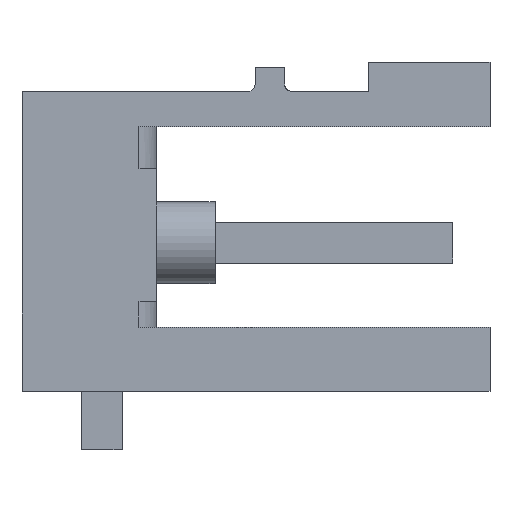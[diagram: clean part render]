
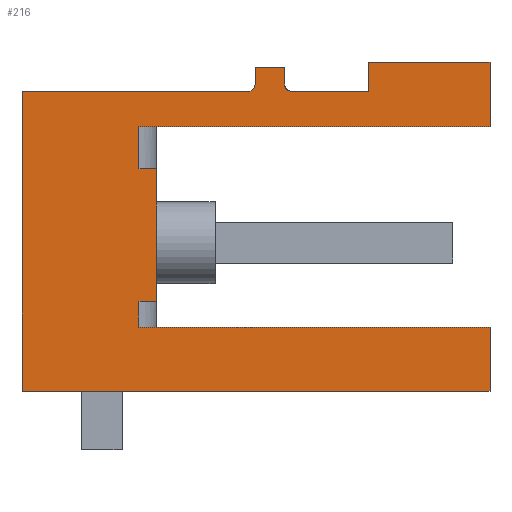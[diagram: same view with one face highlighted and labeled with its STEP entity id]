
A CAD part, left-side view. The second image highlights one B-rep face of the part: STEP entity #216.
In plain terms, the highlighted planar face has unit normal (-1, 0, 0).
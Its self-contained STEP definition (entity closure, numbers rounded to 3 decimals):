
#34=AXIS2_PLACEMENT_3D('Plane Axis2P3D',#31,#32,#33) ;
#31=CARTESIAN_POINT('Axis2P3D Location',(0.,12.,0.)) ;
#36=CARTESIAN_POINT('Line Origine',(0.,6.,1.5)) ;
#40=CARTESIAN_POINT('Vertex',(0.,12.,1.5)) ;
#42=CARTESIAN_POINT('Vertex',(0.,0.,1.5)) ;
#45=CARTESIAN_POINT('Line Origine',(0.,0.,2.317)) ;
#49=CARTESIAN_POINT('Vertex',(0.,0.,3.135)) ;
#52=CARTESIAN_POINT('Line Origine',(0.,4.5,3.135)) ;
#56=CARTESIAN_POINT('Vertex',(0.,9.,3.135)) ;
#59=CARTESIAN_POINT('Line Origine',(0.,9.,3.467)) ;
#63=CARTESIAN_POINT('Vertex',(0.,9.,3.8)) ;
#66=CARTESIAN_POINT('Line Origine',(0.,8.775,3.8)) ;
#70=CARTESIAN_POINT('Vertex',(0.,8.55,3.8)) ;
#73=CARTESIAN_POINT('Line Origine',(0.,8.55,5.5)) ;
#77=CARTESIAN_POINT('Vertex',(0.,8.55,7.2)) ;
#80=CARTESIAN_POINT('Line Origine',(0.,8.775,7.2)) ;
#84=CARTESIAN_POINT('Vertex',(0.,9.,7.2)) ;
#87=CARTESIAN_POINT('Line Origine',(0.,9.,7.739)) ;
#91=CARTESIAN_POINT('Vertex',(0.,9.,8.278)) ;
#94=CARTESIAN_POINT('Line Origine',(0.,4.5,8.278)) ;
#98=CARTESIAN_POINT('Vertex',(0.,0.,8.278)) ;
#101=CARTESIAN_POINT('Line Origine',(0.,0.,9.104)) ;
#105=CARTESIAN_POINT('Vertex',(0.,0.,9.93)) ;
#108=CARTESIAN_POINT('Line Origine',(0.,1.56,9.93)) ;
#112=CARTESIAN_POINT('Vertex',(0.,3.12,9.93)) ;
#115=CARTESIAN_POINT('Line Origine',(0.,3.12,9.555)) ;
#119=CARTESIAN_POINT('Vertex',(0.,3.12,9.18)) ;
#122=CARTESIAN_POINT('Line Origine',(0.,4.095,9.18)) ;
#126=CARTESIAN_POINT('Vertex',(0.,5.07,9.18)) ;
#130=CARTESIAN_POINT('Control Point',(0.,5.27,9.38)) ;
#131=CARTESIAN_POINT('Control Point',(0.,5.27,9.355)) ;
#132=CARTESIAN_POINT('Control Point',(0.,5.266,9.33)) ;
#133=CARTESIAN_POINT('Control Point',(0.,5.258,9.305)) ;
#134=CARTESIAN_POINT('Control Point',(0.,5.235,9.26)) ;
#135=CARTESIAN_POINT('Control Point',(0.,5.199,9.224)) ;
#136=CARTESIAN_POINT('Control Point',(0.,5.178,9.209)) ;
#137=CARTESIAN_POINT('Control Point',(0.,5.144,9.192)) ;
#138=CARTESIAN_POINT('Control Point',(0.,5.108,9.183)) ;
#139=CARTESIAN_POINT('Control Point',(0.,5.095,9.181)) ;
#140=CARTESIAN_POINT('Control Point',(0.,5.083,9.18)) ;
#141=CARTESIAN_POINT('Control Point',(0.,5.07,9.18)) ;
#142=CARTESIAN_POINT('Vertex',(0.,5.27,9.38)) ;
#145=CARTESIAN_POINT('Line Origine',(0.,5.27,9.59)) ;
#149=CARTESIAN_POINT('Vertex',(0.,5.27,9.8)) ;
#152=CARTESIAN_POINT('Line Origine',(0.,5.645,9.8)) ;
#156=CARTESIAN_POINT('Vertex',(0.,6.02,9.8)) ;
#159=CARTESIAN_POINT('Line Origine',(0.,6.02,9.59)) ;
#163=CARTESIAN_POINT('Vertex',(0.,6.02,9.38)) ;
#167=CARTESIAN_POINT('Control Point',(0.,6.22,9.18)) ;
#168=CARTESIAN_POINT('Control Point',(0.,6.195,9.18)) ;
#169=CARTESIAN_POINT('Control Point',(0.,6.17,9.184)) ;
#170=CARTESIAN_POINT('Control Point',(0.,6.145,9.192)) ;
#171=CARTESIAN_POINT('Control Point',(0.,6.1,9.215)) ;
#172=CARTESIAN_POINT('Control Point',(0.,6.064,9.251)) ;
#173=CARTESIAN_POINT('Control Point',(0.,6.049,9.272)) ;
#174=CARTESIAN_POINT('Control Point',(0.,6.032,9.306)) ;
#175=CARTESIAN_POINT('Control Point',(0.,6.023,9.342)) ;
#176=CARTESIAN_POINT('Control Point',(0.,6.021,9.355)) ;
#177=CARTESIAN_POINT('Control Point',(0.,6.02,9.367)) ;
#178=CARTESIAN_POINT('Control Point',(0.,6.02,9.38)) ;
#179=CARTESIAN_POINT('Vertex',(0.,6.22,9.18)) ;
#182=CARTESIAN_POINT('Line Origine',(0.,9.11,9.18)) ;
#186=CARTESIAN_POINT('Vertex',(0.,12.,9.18)) ;
#189=CARTESIAN_POINT('Line Origine',(0.,12.,5.34)) ;
#32=DIRECTION('Axis2P3D Direction',(-1.,0.,0.)) ;
#33=DIRECTION('Axis2P3D XDirection',(0.,-1.,0.)) ;
#37=DIRECTION('Vector Direction',(0.,-1.,0.)) ;
#46=DIRECTION('Vector Direction',(0.,0.,-1.)) ;
#53=DIRECTION('Vector Direction',(0.,-1.,0.)) ;
#60=DIRECTION('Vector Direction',(0.,0.,1.)) ;
#67=DIRECTION('Vector Direction',(0.,-1.,0.)) ;
#74=DIRECTION('Vector Direction',(0.,0.,-1.)) ;
#81=DIRECTION('Vector Direction',(0.,-1.,0.)) ;
#88=DIRECTION('Vector Direction',(0.,0.,1.)) ;
#95=DIRECTION('Vector Direction',(0.,-1.,0.)) ;
#102=DIRECTION('Vector Direction',(0.,0.,-1.)) ;
#109=DIRECTION('Vector Direction',(0.,1.,0.)) ;
#116=DIRECTION('Vector Direction',(0.,0.,1.)) ;
#123=DIRECTION('Vector Direction',(0.,-1.,0.)) ;
#146=DIRECTION('Vector Direction',(0.,0.,-1.)) ;
#153=DIRECTION('Vector Direction',(0.,-1.,0.)) ;
#160=DIRECTION('Vector Direction',(0.,0.,1.)) ;
#183=DIRECTION('Vector Direction',(0.,-1.,0.)) ;
#190=DIRECTION('Vector Direction',(0.,0.,1.)) ;
#38=VECTOR('Line Direction',#37,1.) ;
#47=VECTOR('Line Direction',#46,1.) ;
#54=VECTOR('Line Direction',#53,1.) ;
#61=VECTOR('Line Direction',#60,1.) ;
#68=VECTOR('Line Direction',#67,1.) ;
#75=VECTOR('Line Direction',#74,1.) ;
#82=VECTOR('Line Direction',#81,1.) ;
#89=VECTOR('Line Direction',#88,1.) ;
#96=VECTOR('Line Direction',#95,1.) ;
#103=VECTOR('Line Direction',#102,1.) ;
#110=VECTOR('Line Direction',#109,1.) ;
#117=VECTOR('Line Direction',#116,1.) ;
#124=VECTOR('Line Direction',#123,1.) ;
#147=VECTOR('Line Direction',#146,1.) ;
#154=VECTOR('Line Direction',#153,1.) ;
#161=VECTOR('Line Direction',#160,1.) ;
#184=VECTOR('Line Direction',#183,1.) ;
#191=VECTOR('Line Direction',#190,1.) ;
#195=ORIENTED_EDGE('',*,*,#44,.T.) ;
#196=ORIENTED_EDGE('',*,*,#51,.T.) ;
#197=ORIENTED_EDGE('',*,*,#58,.T.) ;
#198=ORIENTED_EDGE('',*,*,#65,.T.) ;
#199=ORIENTED_EDGE('',*,*,#72,.T.) ;
#200=ORIENTED_EDGE('',*,*,#79,.T.) ;
#201=ORIENTED_EDGE('',*,*,#86,.T.) ;
#202=ORIENTED_EDGE('',*,*,#93,.T.) ;
#203=ORIENTED_EDGE('',*,*,#100,.T.) ;
#204=ORIENTED_EDGE('',*,*,#107,.T.) ;
#205=ORIENTED_EDGE('',*,*,#114,.T.) ;
#206=ORIENTED_EDGE('',*,*,#121,.T.) ;
#207=ORIENTED_EDGE('',*,*,#128,.T.) ;
#208=ORIENTED_EDGE('',*,*,#144,.T.) ;
#209=ORIENTED_EDGE('',*,*,#151,.T.) ;
#210=ORIENTED_EDGE('',*,*,#158,.T.) ;
#211=ORIENTED_EDGE('',*,*,#165,.T.) ;
#212=ORIENTED_EDGE('',*,*,#181,.T.) ;
#213=ORIENTED_EDGE('',*,*,#188,.T.) ;
#214=ORIENTED_EDGE('',*,*,#193,.T.) ;
#216=ADVANCED_FACE('HOUSING',(#215),#35,.T.) ;
#129=B_SPLINE_CURVE_WITH_KNOTS('',5,(#130,#131,#132,#133,#134,#135,#136,#137,#138,#139,#140,#141),.UNSPECIFIED.,.F.,.U.,(6,3,3,6),(0.,0.183,0.366,0.458),.UNSPECIFIED.) ;
#166=B_SPLINE_CURVE_WITH_KNOTS('',5,(#167,#168,#169,#170,#171,#172,#173,#174,#175,#176,#177,#178),.UNSPECIFIED.,.F.,.U.,(6,3,3,6),(0.,0.183,0.366,0.458),.UNSPECIFIED.) ;
#44=EDGE_CURVE('',#41,#43,#39,.T.) ;
#51=EDGE_CURVE('',#43,#50,#48,.F.) ;
#58=EDGE_CURVE('',#50,#57,#55,.F.) ;
#65=EDGE_CURVE('',#57,#64,#62,.T.) ;
#72=EDGE_CURVE('',#64,#71,#69,.T.) ;
#79=EDGE_CURVE('',#71,#78,#76,.F.) ;
#86=EDGE_CURVE('',#78,#85,#83,.F.) ;
#93=EDGE_CURVE('',#85,#92,#90,.T.) ;
#100=EDGE_CURVE('',#92,#99,#97,.T.) ;
#107=EDGE_CURVE('',#99,#106,#104,.F.) ;
#114=EDGE_CURVE('',#106,#113,#111,.T.) ;
#121=EDGE_CURVE('',#113,#120,#118,.F.) ;
#128=EDGE_CURVE('',#120,#127,#125,.F.) ;
#144=EDGE_CURVE('',#127,#143,#129,.F.) ;
#151=EDGE_CURVE('',#143,#150,#148,.F.) ;
#158=EDGE_CURVE('',#150,#157,#155,.F.) ;
#165=EDGE_CURVE('',#157,#164,#162,.F.) ;
#181=EDGE_CURVE('',#164,#180,#166,.F.) ;
#188=EDGE_CURVE('',#180,#187,#185,.F.) ;
#193=EDGE_CURVE('',#187,#41,#192,.F.) ;
#194=EDGE_LOOP('',(#195,#196,#197,#198,#199,#200,#201,#202,#203,#204,#205,#206,#207,#208,#209,#210,#211,#212,#213,#214)) ;
#215=FACE_OUTER_BOUND('',#194,.T.) ;
#39=LINE('Line',#36,#38) ;
#48=LINE('Line',#45,#47) ;
#55=LINE('Line',#52,#54) ;
#62=LINE('Line',#59,#61) ;
#69=LINE('Line',#66,#68) ;
#76=LINE('Line',#73,#75) ;
#83=LINE('Line',#80,#82) ;
#90=LINE('Line',#87,#89) ;
#97=LINE('Line',#94,#96) ;
#104=LINE('Line',#101,#103) ;
#111=LINE('Line',#108,#110) ;
#118=LINE('Line',#115,#117) ;
#125=LINE('Line',#122,#124) ;
#148=LINE('Line',#145,#147) ;
#155=LINE('Line',#152,#154) ;
#162=LINE('Line',#159,#161) ;
#185=LINE('Line',#182,#184) ;
#192=LINE('Line',#189,#191) ;
#35=PLANE('',#34) ;
#41=VERTEX_POINT('',#40) ;
#43=VERTEX_POINT('',#42) ;
#50=VERTEX_POINT('',#49) ;
#57=VERTEX_POINT('',#56) ;
#64=VERTEX_POINT('',#63) ;
#71=VERTEX_POINT('',#70) ;
#78=VERTEX_POINT('',#77) ;
#85=VERTEX_POINT('',#84) ;
#92=VERTEX_POINT('',#91) ;
#99=VERTEX_POINT('',#98) ;
#106=VERTEX_POINT('',#105) ;
#113=VERTEX_POINT('',#112) ;
#120=VERTEX_POINT('',#119) ;
#127=VERTEX_POINT('',#126) ;
#143=VERTEX_POINT('',#142) ;
#150=VERTEX_POINT('',#149) ;
#157=VERTEX_POINT('',#156) ;
#164=VERTEX_POINT('',#163) ;
#180=VERTEX_POINT('',#179) ;
#187=VERTEX_POINT('',#186) ;
